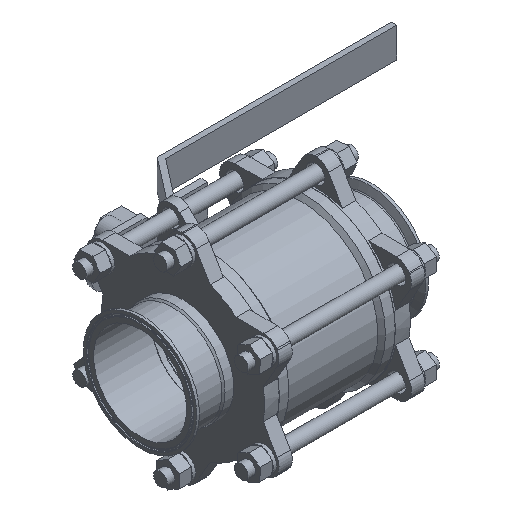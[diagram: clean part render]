
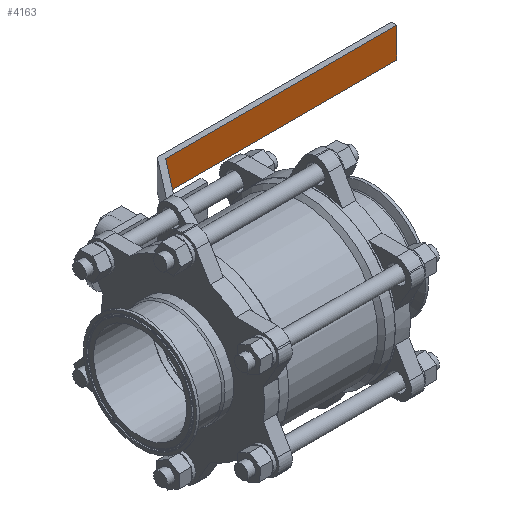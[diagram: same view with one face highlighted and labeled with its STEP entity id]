
A CAD part, isometric view. The second image highlights one B-rep face of the part: STEP entity #4163.
In plain terms, the highlighted planar face has unit normal (0, -1, 0).
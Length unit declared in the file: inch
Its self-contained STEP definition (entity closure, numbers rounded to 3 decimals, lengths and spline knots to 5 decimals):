
#605=LINE('',#7713,#894);
#610=LINE('',#7723,#899);
#618=LINE('',#7737,#907);
#619=LINE('',#7738,#908);
#894=VECTOR('',#6223,0.3937);
#899=VECTOR('',#6230,0.3937);
#907=VECTOR('',#6244,0.3937);
#908=VECTOR('',#6245,0.3937);
#1202=FACE_OUTER_BOUND('',#1475,.T.);
#1475=EDGE_LOOP('',(#3811,#3812,#3813,#3814));
#2128=VERTEX_POINT('',#7710);
#2129=VERTEX_POINT('',#7712);
#2132=VERTEX_POINT('',#7720);
#2133=VERTEX_POINT('',#7722);
#2687=EDGE_CURVE('',#2129,#2128,#605,.T.);
#2692=EDGE_CURVE('',#2132,#2133,#610,.T.);
#2700=EDGE_CURVE('',#2132,#2129,#618,.T.);
#2701=EDGE_CURVE('',#2133,#2128,#619,.T.);
#3811=ORIENTED_EDGE('',*,*,#2700,.T.);
#3812=ORIENTED_EDGE('',*,*,#2687,.T.);
#3813=ORIENTED_EDGE('',*,*,#2701,.F.);
#3814=ORIENTED_EDGE('',*,*,#2692,.F.);
#3952=PLANE('',#4938);
#4163=ADVANCED_FACE('',(#1202),#3952,.T.);
#4938=AXIS2_PLACEMENT_3D('',#7736,#6242,#6243);
#6223=DIRECTION('',(-1.,0.,0.));
#6230=DIRECTION('',(-1.,0.,0.));
#6242=DIRECTION('center_axis',(0.,-1.,0.));
#6243=DIRECTION('ref_axis',(0.,0.,
1.));
#6244=DIRECTION('',(0.,0.,1.));
#6245=DIRECTION('',(0.,0.,1.));
#7710=CARTESIAN_POINT('',(-14.75,2.0245,0.623));
#7712=CARTESIAN_POINT('',(-5.20679,2.0245,0.623));
#7713=CARTESIAN_POINT('',(-5.20679,2.0245,0.623));
#7720=CARTESIAN_POINT('',(-5.20679,2.0245,-0.623));
#7722=CARTESIAN_POINT('',(-14.75,2.0245,-0.623));
#7723=CARTESIAN_POINT('',(-5.20679,2.0245,-0.623));
#7736=CARTESIAN_POINT('Origin',(-5.20679,2.0245,-0.623));
#7737=CARTESIAN_POINT('',(-5.20679,2.0245,-0.3115));
#7738=CARTESIAN_POINT('',(-14.75,2.0245,-0.3115));
